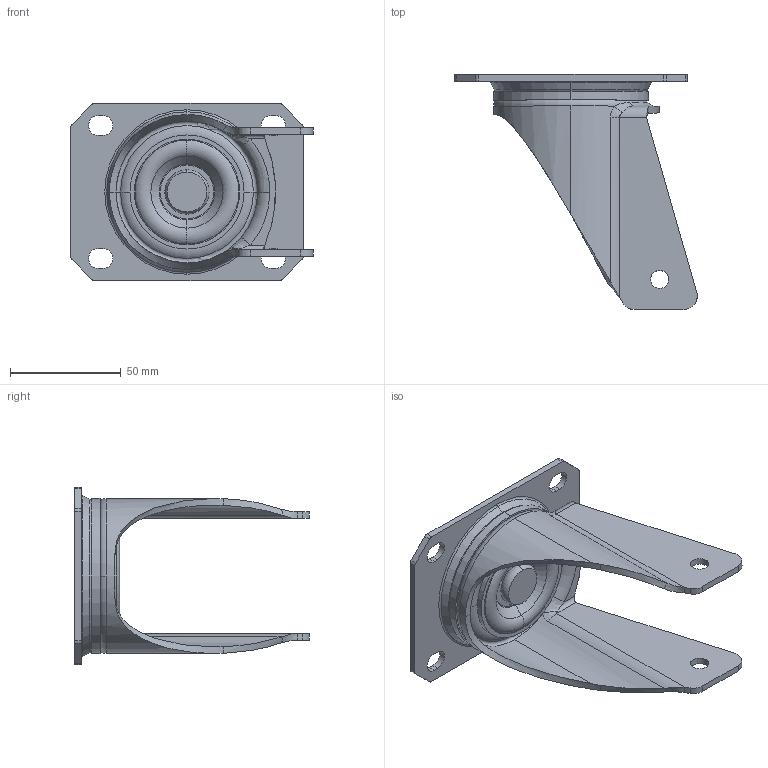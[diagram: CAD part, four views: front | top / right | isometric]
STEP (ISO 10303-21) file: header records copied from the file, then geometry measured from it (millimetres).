
FILE_DESCRIPTION (( 'STEP AP214' ), '1' );
FILE_NAME ('0055257.step', '2023-03-07T08:22:03', ( '' ), ( '' ), 'SwSTEP 2.0', 'SolidWorks 2020', '' );
FILE_SCHEMA (( 'AUTOMOTIVE_DESIGN' ));
Length unit declared in the file: millimetre
Products named in the file (1): 0055257
Bounding box: 109.52 x 106 x 80 mm (x, y, z)
Surface area: 46045.6 mm2 (no closed solid volume)
Topology: 0 solids, 7 shells, 153 faces, 382 edges, 238 vertices
Faces by surface type: cylinder 50, torus 38, plane 37, bspline 16, cone 12
Entity records: 7770 total; most frequent: CARTESIAN_POINT 2436, DIRECTION 784, ORIENTED_EDGE 735, EDGE_CURVE 382, AXIS2_PLACEMENT_3D 330, VERTEX_POINT 238, CIRCLE 192, EDGE_LOOP 173
